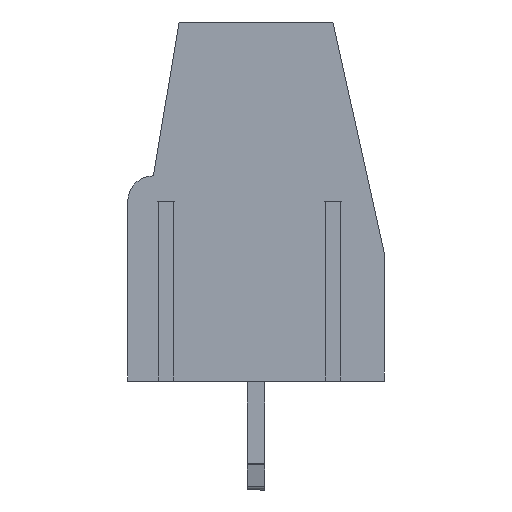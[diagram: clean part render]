
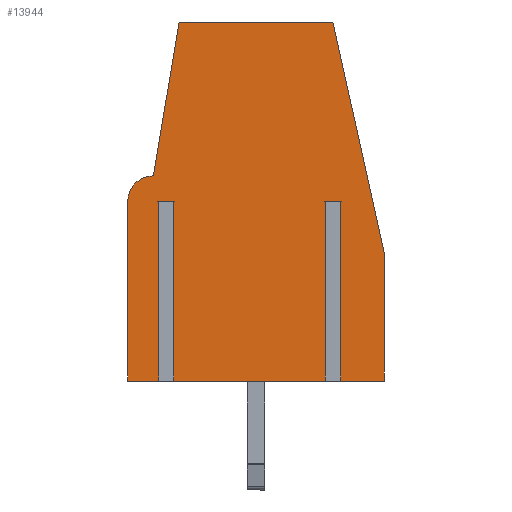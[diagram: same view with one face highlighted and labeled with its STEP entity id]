
A CAD part, left-side view. The second image highlights one B-rep face of the part: STEP entity #13944.
In plain terms, the highlighted face is planar.
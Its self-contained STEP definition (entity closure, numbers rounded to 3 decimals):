
#677=CIRCLE('',#16076,1.);
#1818=FACE_OUTER_BOUND('',#2388,.T.);
#2388=EDGE_LOOP('',(#12768,#12769,#12770,#12771,#12772,#12773,#12774,#12775,
#12776,#12777,#12778,#12779,#12780,#12781,#12782));
#3983=LINE('',#32840,#5670);
#3988=LINE('',#32851,#5675);
#3990=LINE('',#32854,#5677);
#3996=LINE('',#32868,#5683);
#4000=LINE('',#32875,#5687);
#4001=LINE('',#32877,#5688);
#4004=LINE('',#32883,#5691);
#4005=LINE('',#32884,#5692);
#4006=LINE('',#32885,#5693);
#4027=LINE('',#32928,#5714);
#4028=LINE('',#32930,#5715);
#4029=LINE('',#32932,#5716);
#4030=LINE('',#32934,#5717);
#4031=LINE('',#32937,#5718);
#5670=VECTOR('',#19750,10.);
#5675=VECTOR('',#19759,10.);
#5677=VECTOR('',#19763,10.);
#5683=VECTOR('',#19773,10.);
#5687=VECTOR('',#19779,10.);
#5688=VECTOR('',#19782,10.);
#5691=VECTOR('',#19787,10.);
#5692=VECTOR('',#19788,10.);
#5693=VECTOR('',#19789,10.);
#5714=VECTOR('',#19812,10.);
#5715=VECTOR('',#19813,10.);
#5716=VECTOR('',#19814,10.);
#5717=VECTOR('',#19815,10.);
#5718=VECTOR('',#19818,10.);
#7806=VERTEX_POINT('',#32834);
#7808=VERTEX_POINT('',#32838);
#7811=VERTEX_POINT('',#32848);
#7812=VERTEX_POINT('',#32850);
#7817=VERTEX_POINT('',#32865);
#7818=VERTEX_POINT('',#32867);
#7819=VERTEX_POINT('',#32871);
#7820=VERTEX_POINT('',#32873);
#7821=VERTEX_POINT('',#32879);
#7822=VERTEX_POINT('',#32881);
#7843=VERTEX_POINT('',#32927);
#7844=VERTEX_POINT('',#32929);
#7845=VERTEX_POINT('',#32931);
#7846=VERTEX_POINT('',#32933);
#7847=VERTEX_POINT('',#32935);
#10038=EDGE_CURVE('',#7806,#7808,#3983,.T.);
#10043=EDGE_CURVE('',#7812,#7811,#3988,.T.);
#10045=EDGE_CURVE('',#7808,#7812,#3990,.T.);
#10051=EDGE_CURVE('',#7818,#7817,#3996,.T.);
#10055=EDGE_CURVE('',#7819,#7820,#4000,.T.);
#10056=EDGE_CURVE('',#7820,#7818,#4001,.T.);
#10059=EDGE_CURVE('',#7817,#7822,#4004,.T.);
#10060=EDGE_CURVE('',#7811,#7819,#4005,.T.);
#10061=EDGE_CURVE('',#7821,#7806,#4006,.T.);
#10082=EDGE_CURVE('',#7822,#7843,#4027,.T.);
#10083=EDGE_CURVE('',#7843,#7844,#4028,.T.);
#10084=EDGE_CURVE('',#7844,#7845,#4029,.T.);
#10085=EDGE_CURVE('',#7845,#7846,#4030,.T.);
#10086=EDGE_CURVE('',#7846,#7847,#677,.T.);
#10087=EDGE_CURVE('',#7847,#7821,#4031,.T.);
#12768=ORIENTED_EDGE('',*,*,#10043,.T.);
#12769=ORIENTED_EDGE('',*,*,#10060,.T.);
#12770=ORIENTED_EDGE('',*,*,#10055,.T.);
#12771=ORIENTED_EDGE('',*,*,#10056,.T.);
#12772=ORIENTED_EDGE('',*,*,#10051,.T.);
#12773=ORIENTED_EDGE('',*,*,#10059,.T.);
#12774=ORIENTED_EDGE('',*,*,#10082,.T.);
#12775=ORIENTED_EDGE('',*,*,#10083,.T.);
#12776=ORIENTED_EDGE('',*,*,#10084,.T.);
#12777=ORIENTED_EDGE('',*,*,#10085,.T.);
#12778=ORIENTED_EDGE('',*,*,#10086,.T.);
#12779=ORIENTED_EDGE('',*,*,#10087,.T.);
#12780=ORIENTED_EDGE('',*,*,#10061,.T.);
#12781=ORIENTED_EDGE('',*,*,#10038,.T.);
#12782=ORIENTED_EDGE('',*,*,#10045,.T.);
#13401=PLANE('',#16075);
#13944=ADVANCED_FACE('',(#1818),#13401,.F.);
#16075=AXIS2_PLACEMENT_3D('',#32926,#19810,#19811);
#16076=AXIS2_PLACEMENT_3D('',#32936,#19816,#19817);
#19750=DIRECTION('',(0.,1.,0.));
#19759=DIRECTION('',(0.,-1.,0.));
#19763=DIRECTION('',(-1.,0.,0.));
#19773=DIRECTION('',(0.,-1.,0.));
#19779=DIRECTION('',(0.,1.,0.));
#19782=DIRECTION('',(-1.,0.,0.));
#19787=DIRECTION('',(-1.,0.,0.));
#19788=DIRECTION('',(-1.,0.,0.));
#19789=DIRECTION('',(-1.,0.,0.));
#19810=DIRECTION('center_axis',(0.,0.,
1.));
#19811=DIRECTION('ref_axis',(1.,0.,0.));
#19812=DIRECTION('',(0.,1.,0.));
#19813=DIRECTION('',(0.217,0.976,0.));
#19814=DIRECTION('',(1.,0.,0.));
#19815=DIRECTION('',(0.164,-0.986,0.));
#19816=DIRECTION('center_axis',(0.,0.,
-1.));
#19817=DIRECTION('ref_axis',(1.,0.,0.));
#19818=DIRECTION('',(0.,-1.,0.));
#32834=CARTESIAN_POINT('',(8.8,0.,4.96));
#32838=CARTESIAN_POINT('',(8.8,7.,4.96));
#32840=CARTESIAN_POINT('',(8.8,2.75,4.96));
#32848=CARTESIAN_POINT('',(8.2,0.,4.96));
#32850=CARTESIAN_POINT('',(8.2,7.,4.96));
#32851=CARTESIAN_POINT('',(8.2,2.75,4.96));
#32854=CARTESIAN_POINT('',(5.,7.,4.96));
#32865=CARTESIAN_POINT('',(1.7,0.,4.96));
#32867=CARTESIAN_POINT('',(1.7,7.,4.96));
#32868=CARTESIAN_POINT('',(1.7,2.75,4.96));
#32871=CARTESIAN_POINT('',(2.3,0.,4.96));
#32873=CARTESIAN_POINT('',(2.3,7.,4.96));
#32875=CARTESIAN_POINT('',(2.3,2.75,4.96));
#32877=CARTESIAN_POINT('',(5.,7.,4.96));
#32879=CARTESIAN_POINT('',(10.,0.,4.96));
#32881=CARTESIAN_POINT('',(0.,0.,4.96));
#32883=CARTESIAN_POINT('',(2.75,0.,4.96));
#32884=CARTESIAN_POINT('',(2.75,0.,4.96));
#32885=CARTESIAN_POINT('',(2.75,0.,4.96));
#32926=CARTESIAN_POINT('Origin',(5.5,5.5,4.96));
#32927=CARTESIAN_POINT('',(0.,5.,4.96));
#32928=CARTESIAN_POINT('',(0.,5.25,4.96));
#32929=CARTESIAN_POINT('',(2.,14.,4.96));
#32930=CARTESIAN_POINT('',(1.182,10.321,4.96));
#32931=CARTESIAN_POINT('',(8.,14.,4.96));
#32932=CARTESIAN_POINT('',(6.75,14.,4.96));
#32933=CARTESIAN_POINT('',(9.,8.,4.96));
#32934=CARTESIAN_POINT('',(9.155,7.068,4.96));
#32935=CARTESIAN_POINT('',(10.,7.,4.96));
#32936=CARTESIAN_POINT('Origin',(9.,7.,4.96));
#32937=CARTESIAN_POINT('',(10.,2.75,4.96));
